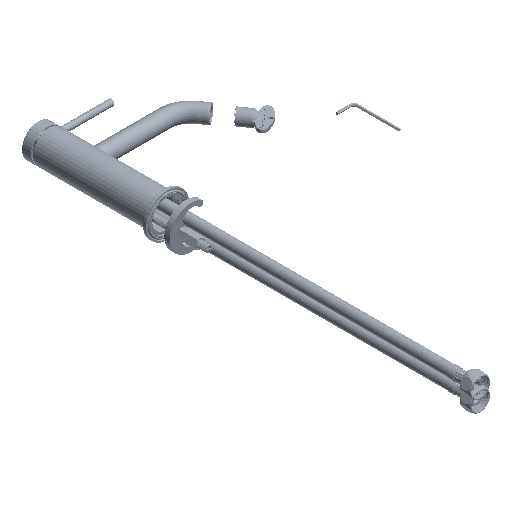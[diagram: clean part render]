
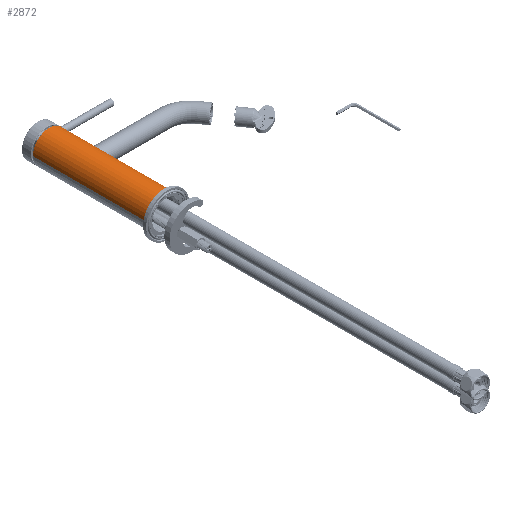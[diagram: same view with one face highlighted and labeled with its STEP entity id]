
A CAD part, isometric view. The second image highlights one B-rep face of the part: STEP entity #2872.
In plain terms, the highlighted cylindrical face has radius 19 mm (diameter 38 mm), a partial arc.
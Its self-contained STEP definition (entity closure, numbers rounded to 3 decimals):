
#6=CARTESIAN_POINT('',(0.,0.,0.));
#7=DIRECTION('',(0.,1.,0.));
#8=DIRECTION('',(-1.,0.,0.));
#9=AXIS2_PLACEMENT_3D('',#6,#7,#8);
#26=DIRECTION('',(0.,1.,0.));
#27=VECTOR('',#26,92.5);
#28=CARTESIAN_POINT('',(19.,0.,0.));
#29=LINE('',#28,#27);
#59=DIRECTION('',(0.,1.,0.));
#60=VECTOR('',#59,36.);
#61=CARTESIAN_POINT('',(19.,97.5,0.));
#62=LINE('',#61,#60);
#93=CARTESIAN_POINT('',(0.,133.5,0.));
#94=DIRECTION('',(0.,1.,0.));
#95=DIRECTION('',(-1.,0.,0.));
#96=AXIS2_PLACEMENT_3D('',#93,#94,#95);
#98=CARTESIAN_POINT('',(0.,97.5,0.));
#99=DIRECTION('',(0.,1.,0.));
#100=DIRECTION('',(0.983,0.,0.184));
#101=AXIS2_PLACEMENT_3D('',#98,#99,#100);
#103=CARTESIAN_POINT('',(18.675,92.5,3.5));
#104=CARTESIAN_POINT('',(18.641,92.5,3.679));
#105=CARTESIAN_POINT('',(18.571,92.537,4.027));
#106=CARTESIAN_POINT('',(18.453,92.703,4.534));
#107=CARTESIAN_POINT('',(18.335,92.97,4.99));
#108=CARTESIAN_POINT('',(18.225,93.32,5.375));
#109=CARTESIAN_POINT('',(18.131,93.742,5.681));
#110=CARTESIAN_POINT('',(18.063,94.216,5.893));
#111=CARTESIAN_POINT('',(18.026,94.737,6.005));
#112=CARTESIAN_POINT('',(18.026,95.263,6.005));
#113=CARTESIAN_POINT('',(18.063,95.783,5.893));
#114=CARTESIAN_POINT('',(18.131,96.256,5.682));
#115=CARTESIAN_POINT('',(18.225,96.679,5.377));
#116=CARTESIAN_POINT('',(18.334,97.029,4.992));
#117=CARTESIAN_POINT('',(18.453,97.297,4.535));
#118=CARTESIAN_POINT('',(18.571,97.463,4.028));
#119=CARTESIAN_POINT('',(18.641,97.5,3.679));
#120=CARTESIAN_POINT('',(18.675,97.5,3.5));
#122=CARTESIAN_POINT('',(0.,92.5,0.));
#123=DIRECTION('',(0.,1.,0.));
#124=DIRECTION('',(0.983,0.,0.184));
#125=AXIS2_PLACEMENT_3D('',#122,#123,#124);
#127=DIRECTION('',(0.,1.,0.));
#128=VECTOR('',#127,133.5);
#129=CARTESIAN_POINT('',(-19.,0.,0.));
#130=LINE('',#129,#128);
#2540=CARTESIAN_POINT('',(19.,0.,0.));
#2541=CARTESIAN_POINT('',(-19.,0.,0.));
#2542=VERTEX_POINT('',#2540);
#2543=VERTEX_POINT('',#2541);
#2572=CARTESIAN_POINT('',(19.,92.5,0.));
#2573=VERTEX_POINT('',#2572);
#2590=CARTESIAN_POINT('',(-19.,133.5,0.));
#2591=CARTESIAN_POINT('',(19.,133.5,0.));
#2592=VERTEX_POINT('',#2590);
#2593=VERTEX_POINT('',#2591);
#2594=CARTESIAN_POINT('',(19.,97.5,0.));
#2595=VERTEX_POINT('',#2594);
#2626=VERTEX_POINT('',#103);
#2627=VERTEX_POINT('',#120);
#2854=CARTESIAN_POINT('',(0.,0.,0.));
#2855=DIRECTION('',(0.,1.,0.));
#2856=DIRECTION('',(1.,0.,0.));
#2857=AXIS2_PLACEMENT_3D('',#2854,#2855,#2856);
#2858=CYLINDRICAL_SURFACE('',#2857,19.);
#2859=ORIENTED_EDGE('',*,*,#2848,.T.);
#2860=ORIENTED_EDGE('',*,*,#2804,.F.);
#2862=ORIENTED_EDGE('',*,*,#2861,.F.);
#2864=ORIENTED_EDGE('',*,*,#2863,.F.);
#2866=ORIENTED_EDGE('',*,*,#2865,.T.);
#2867=ORIENTED_EDGE('',*,*,#2796,.F.);
#2868=ORIENTED_EDGE('',*,*,#2775,.F.);
#2869=ORIENTED_EDGE('',*,*,#2793,.T.);
#2870=EDGE_LOOP('',(#2859,#2860,#2862,#2864,#2866,#2867,#2868,#2869));
#2871=FACE_OUTER_BOUND('',#2870,.F.);
#2872=ADVANCED_FACE('',(#2871),#2858,.T.);
#10=CIRCLE('',#9,19.);
#97=CIRCLE('',#96,19.);
#102=CIRCLE('',#101,19.);
#121=B_SPLINE_CURVE_WITH_KNOTS('',3,(#103,#104,#105,#106,#107,#108,#109,#110,
#111,#112,#113,#114,#115,#116,#117,#118,#119,#120),.UNSPECIFIED.,.F.,.F.,(4,1,1,
1,1,1,1,1,1,1,1,1,1,1,1,4),(0.,0.067,0.133,0.2,
0.267,0.333,0.4,0.467,0.533,
0.6,0.667,0.733,0.8,0.867,
0.933,1.),.UNSPECIFIED.);
#126=CIRCLE('',#125,19.);
#2775=EDGE_CURVE('',#2543,#2542,#10,.T.);
#2793=EDGE_CURVE('',#2543,#2592,#130,.T.);
#2796=EDGE_CURVE('',#2542,#2573,#29,.T.);
#2804=EDGE_CURVE('',#2595,#2593,#62,.T.);
#2848=EDGE_CURVE('',#2592,#2593,#97,.T.);
#2861=EDGE_CURVE('',#2627,#2595,#102,.T.);
#2863=EDGE_CURVE('',#2626,#2627,#121,.T.);
#2865=EDGE_CURVE('',#2626,#2573,#126,.T.);
